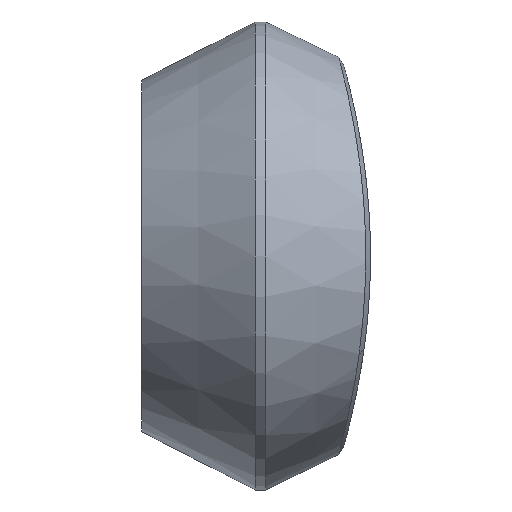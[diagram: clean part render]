
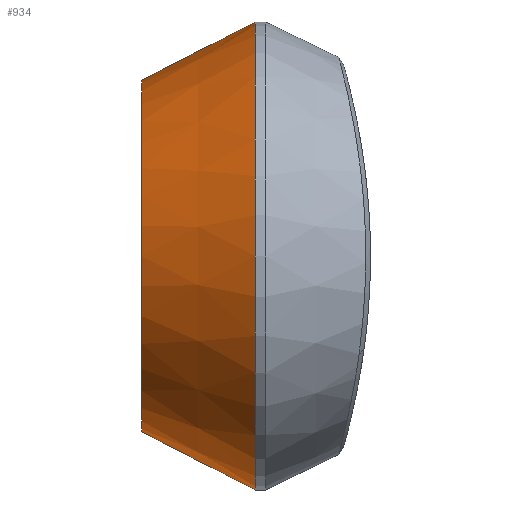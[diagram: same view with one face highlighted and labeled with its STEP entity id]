
A CAD part, left-side view. The second image highlights one B-rep face of the part: STEP entity #934.
In plain terms, the highlighted conical face has half-angle 27.146 degrees and reference radius 33.071 mm.
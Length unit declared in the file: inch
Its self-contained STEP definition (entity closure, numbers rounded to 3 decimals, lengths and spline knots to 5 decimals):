
#32 = LINE ( 'NONE', #448, #610 ) ;
#75 = VERTEX_POINT ( 'NONE', #142 ) ;
#110 = LINE ( 'NONE', #1127, #952 ) ;
#142 = CARTESIAN_POINT ( 'NONE',  ( 0., 5.81, 1.30202 ) ) ;
#145 = VERTEX_POINT ( 'NONE', #556 ) ;
#164 = EDGE_CURVE ( 'NONE', #145, #304, #32, .T. ) ;
#180 = CARTESIAN_POINT ( 'NONE',  ( 0., 5.81, 0. ) ) ;
#181 = CARTESIAN_POINT ( 'NONE',  ( 0., 4.96676, 1.73438 ) ) ;
#241 = AXIS2_PLACEMENT_3D ( 'NONE', #1290, #785, #1190 ) ;
#304 = VERTEX_POINT ( 'NONE', #936 ) ;
#319 = EDGE_CURVE ( 'NONE', #75, #568, #110, .T. ) ;
#389 = ORIENTED_EDGE ( 'NONE', *, *, #443, .T. ) ;
#418 = EDGE_CURVE ( 'NONE', #568, #304, #434, .T. ) ;
#434 = CIRCLE ( 'NONE', #241, 1.73438 ) ;
#443 = EDGE_CURVE ( 'NONE', #75, #145, #1191, .T. ) ;
#448 = CARTESIAN_POINT ( 'NONE',  ( 0., 5.81, -1.30202 ) ) ;
#464 = ORIENTED_EDGE ( 'NONE', *, *, #418, .F. ) ;
#500 = ORIENTED_EDGE ( 'NONE', *, *, #164, .T. ) ;
#556 = CARTESIAN_POINT ( 'NONE',  ( 0., 5.81, -1.30202 ) ) ;
#568 = VERTEX_POINT ( 'NONE', #181 ) ;
#591 = DIRECTION ( 'NONE',  ( 0., -1., 0. ) ) ;
#596 = CONICAL_SURFACE ( 'NONE', #665, 1.30202, 0.474 ) ;
#598 = DIRECTION ( 'NONE',  ( 0., -1., 0. ) ) ;
#610 = VECTOR ( 'NONE', #759, 39.37008 ) ;
#616 = ORIENTED_EDGE ( 'NONE', *, *, #319, .F. ) ;
#665 = AXIS2_PLACEMENT_3D ( 'NONE', #180, #598, #1308 ) ;
#686 = DIRECTION ( 'NONE',  ( 0., 0., -1. ) ) ;
#759 = DIRECTION ( 'NONE',  ( 0., -0.89, -0.456 ) ) ;
#785 = DIRECTION ( 'NONE',  ( 0., -1., 0. ) ) ;
#796 = CARTESIAN_POINT ( 'NONE',  ( 0., 5.81, 0. ) ) ;
#902 = EDGE_LOOP ( 'NONE', ( #616, #389, #500, #464 ) ) ;
#905 = FACE_OUTER_BOUND ( 'NONE', #902, .T. ) ;
#934 = ADVANCED_FACE ( 'NONE', ( #905 ), #596, .T. ) ;
#936 = CARTESIAN_POINT ( 'NONE',  ( 0., 4.96676, -1.73438 ) ) ;
#952 = VECTOR ( 'NONE', #1330, 39.37008 ) ;
#995 = AXIS2_PLACEMENT_3D ( 'NONE', #796, #591, #686 ) ;
#1127 = CARTESIAN_POINT ( 'NONE',  ( 0., 5.81, 1.30202 ) ) ;
#1190 = DIRECTION ( 'NONE',  ( 0., 0., -1. ) ) ;
#1191 = CIRCLE ( 'NONE', #995, 1.30202 ) ;
#1290 = CARTESIAN_POINT ( 'NONE',  ( 0., 4.96676, 0. ) ) ;
#1308 = DIRECTION ( 'NONE',  ( 0., 0., -1. ) ) ;
#1330 = DIRECTION ( 'NONE',  ( 0., -0.89, 0.456 ) ) ;
